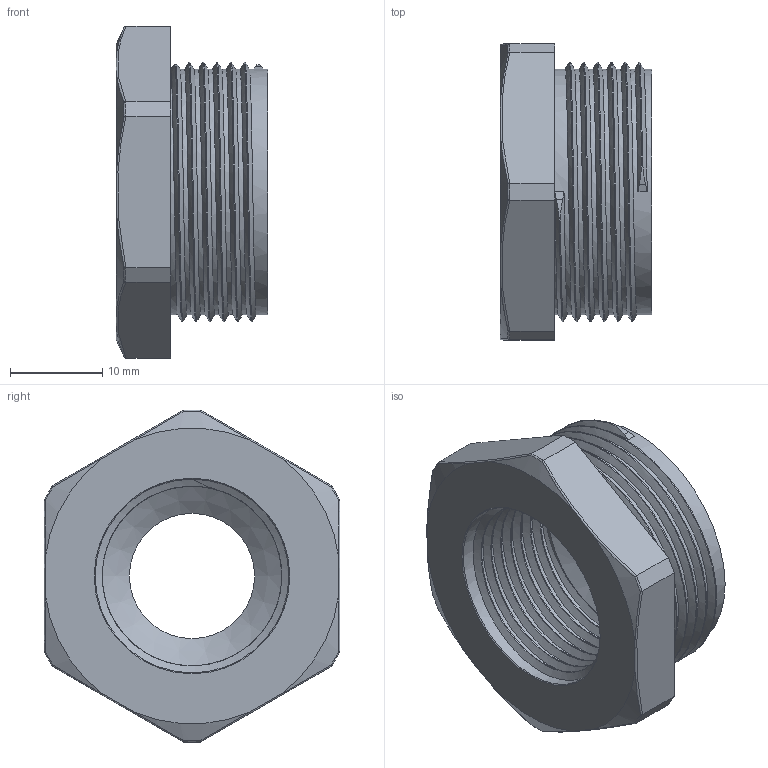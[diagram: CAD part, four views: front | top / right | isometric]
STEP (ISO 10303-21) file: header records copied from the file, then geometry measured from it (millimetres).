
FILE_DESCRIPTION(/* description */ ('Reduzierung sechskant PG 21/ PG 13 Bauform A'),/* implementation_level */ '2;1');
FILE_NAME(/* name */ '11082113-RST.stp',/* time_stamp */ '2020-04-29T09:49:00+02:00',/* author */ ('sl'),/* organization */ (''),/* preprocessor_version */ 'ST-DEVELOPER v16.5',/* originating_system */ 'Autodesk Inventor 2017',/* authorisation */ '');
FILE_SCHEMA (('AUTOMOTIVE_DESIGN { 1 0 10303 214 3 1 1 }'));
Length unit declared in the file: millimetre
Products named in the file (1): 11082113
Bounding box: 16.4 x 32 x 35.9 mm (x, y, z)
Volume: 6380.3 mm3; surface area: 4744.5 mm2
Topology: 1 solids, 1 shells, 66 faces, 180 edges, 118 vertices
Faces by surface type: cylinder 22, plane 20, bspline 16, cone 8
Full cylindrical faces by diameter (mm): 13.55 x1, 20.952 x7, 22.53 x1, 26.578 x6
Entity records: 4573 total; most frequent: CARTESIAN_POINT 3351, ORIENTED_EDGE 264, DIRECTION 215, EDGE_CURVE 132, AXIS2_PLACEMENT_3D 91, VERTEX_POINT 89, EDGE_LOOP 63, FACE_OUTER_BOUND 53
